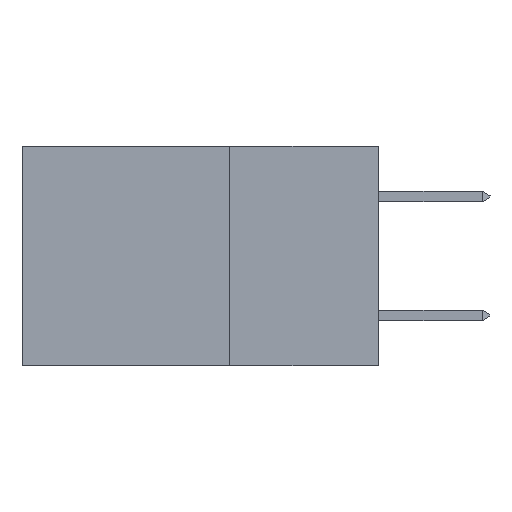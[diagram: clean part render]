
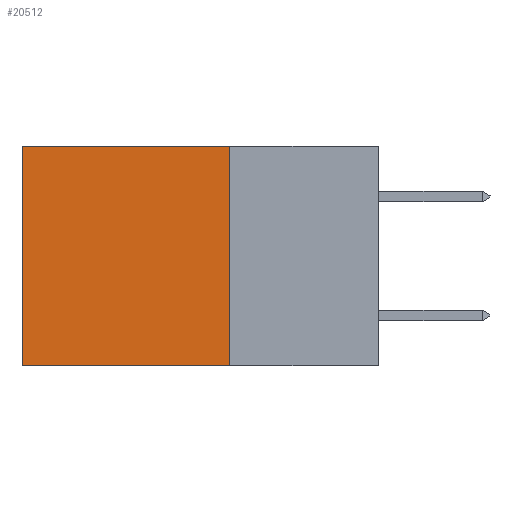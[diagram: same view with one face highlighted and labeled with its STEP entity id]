
A CAD part, left-side view. The second image highlights one B-rep face of the part: STEP entity #20512.
In plain terms, the highlighted planar face has unit normal (-1, 0, 0).
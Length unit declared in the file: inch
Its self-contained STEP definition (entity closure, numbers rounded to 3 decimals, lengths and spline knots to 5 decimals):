
#610 = CARTESIAN_POINT ( 'NONE',  ( 0.2615, 0.6, -0.37 ) ) ;
#1319 = CARTESIAN_POINT ( 'NONE',  ( 0.2615, 0.25, 0. ) ) ;
#2048 = CARTESIAN_POINT ( 'NONE',  ( 0.2615, 0.25, -0.37 ) ) ;
#2301 = EDGE_CURVE ( 'NONE', #11980, #11118, #22432, .T. ) ;
#2556 = AXIS2_PLACEMENT_3D ( 'NONE', #23120, #4993, #15430 ) ;
#3584 = ORIENTED_EDGE ( 'NONE', *, *, #2301, .F. ) ;
#4171 = DIRECTION ( 'NONE',  ( 0., 0., -1. ) ) ;
#4957 = LINE ( 'NONE', #610, #23983 ) ;
#4993 = DIRECTION ( 'NONE',  ( 1., 0., 0. ) ) ;
#6023 = CARTESIAN_POINT ( 'NONE',  ( 0.2615, 0.6, 0. ) ) ;
#6443 = CARTESIAN_POINT ( 'NONE',  ( 0.2615, 0.25, -0.37 ) ) ;
#8630 = CARTESIAN_POINT ( 'NONE',  ( 0.2615, 0.25, 0. ) ) ;
#9699 = VECTOR ( 'NONE', #22794, 39.37008 ) ;
#10127 = DIRECTION ( 'NONE',  ( 0., 1., 0. ) ) ;
#11118 = VERTEX_POINT ( 'NONE', #6443 ) ;
#11411 = VERTEX_POINT ( 'NONE', #22694 ) ;
#11980 = VERTEX_POINT ( 'NONE', #1319 ) ;
#11989 = VECTOR ( 'NONE', #4171, 39.37008 ) ;
#12684 = EDGE_CURVE ( 'NONE', #24911, #11411, #4957, .T. ) ;
#14758 = CARTESIAN_POINT ( 'NONE',  ( 0.2615, 0.25, -0.37 ) ) ;
#15046 = FACE_OUTER_BOUND ( 'NONE', #23502, .T. ) ;
#15430 = DIRECTION ( 'NONE',  ( 0., 0., -1. ) ) ;
#15618 = ORIENTED_EDGE ( 'NONE', *, *, #25156, .T. ) ;
#20512 = ADVANCED_FACE ( 'NONE', ( #15046 ), #25653, .F. ) ;
#21304 = ORIENTED_EDGE ( 'NONE', *, *, #12684, .T. ) ;
#22411 = ORIENTED_EDGE ( 'NONE', *, *, #22869, .F. ) ;
#22432 = LINE ( 'NONE', #14758, #11989 ) ;
#22694 = CARTESIAN_POINT ( 'NONE',  ( 0.2615, 0.6, -0.37 ) ) ;
#22743 = VECTOR ( 'NONE', #10127, 39.37008 ) ;
#22794 = DIRECTION ( 'NONE',  ( 0., 1., 0. ) ) ;
#22869 = EDGE_CURVE ( 'NONE', #11118, #11411, #24555, .T. ) ;
#23120 = CARTESIAN_POINT ( 'NONE',  ( 0.2615, 0.25, -0.37 ) ) ;
#23190 = LINE ( 'NONE', #8630, #9699 ) ;
#23502 = EDGE_LOOP ( 'NONE', ( #21304, #22411, #3584, #15618 ) ) ;
#23983 = VECTOR ( 'NONE', #24832, 39.37008 ) ;
#24555 = LINE ( 'NONE', #2048, #22743 ) ;
#24832 = DIRECTION ( 'NONE',  ( 0., 0., -1. ) ) ;
#24911 = VERTEX_POINT ( 'NONE', #6023 ) ;
#25156 = EDGE_CURVE ( 'NONE', #11980, #24911, #23190, .T. ) ;
#25653 = PLANE ( 'NONE',  #2556 ) ;
